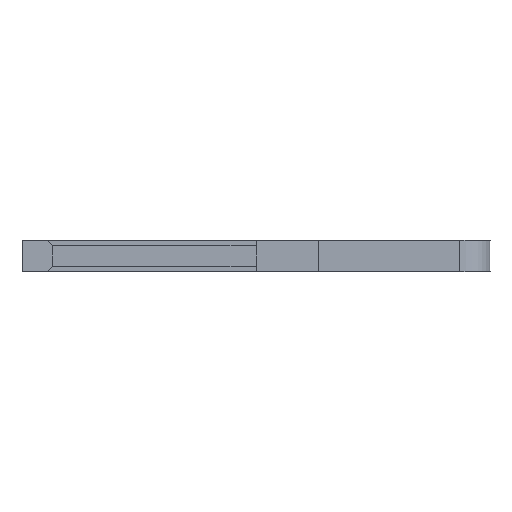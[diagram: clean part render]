
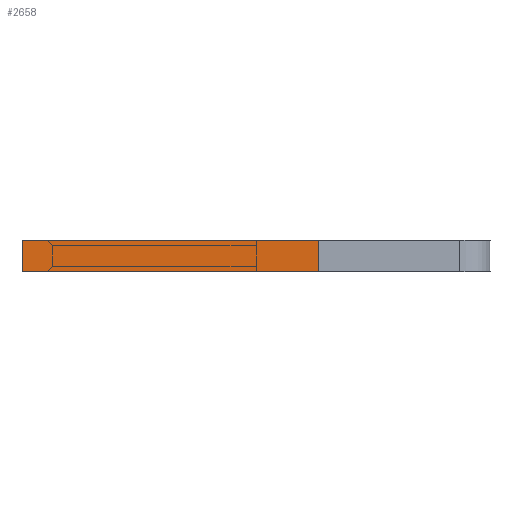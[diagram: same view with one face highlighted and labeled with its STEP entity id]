
A CAD part, left-side view. The second image highlights one B-rep face of the part: STEP entity #2658.
In plain terms, the highlighted face is planar.
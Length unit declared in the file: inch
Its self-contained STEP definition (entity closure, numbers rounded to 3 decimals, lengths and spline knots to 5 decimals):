
#17 = CARTESIAN_POINT ( 'NONE',  ( -0.01, 0.15, -0.04 ) ) ;
#75 = PLANE ( 'NONE',  #975 ) ;
#98 = DIRECTION ( 'NONE',  ( 0., 0., 1. ) ) ;
#377 = CARTESIAN_POINT ( 'NONE',  ( 0.01, 0.15, -0.04 ) ) ;
#558 = CARTESIAN_POINT ( 'NONE',  ( 0.01, -0.04, -0.04 ) ) ;
#587 = FACE_OUTER_BOUND ( 'NONE', #1632, .T. ) ;
#769 = DIRECTION ( 'NONE',  ( 0., 1., 0. ) ) ;
#827 = EDGE_CURVE ( 'NONE', #1280, #1871, #2541, .T. ) ;
#975 = AXIS2_PLACEMENT_3D ( 'NONE', #377, #98, #1390 ) ;
#1008 = VECTOR ( 'NONE', #2892, 39.37008 ) ;
#1280 = VERTEX_POINT ( 'NONE', #2610 ) ;
#1390 = DIRECTION ( 'NONE',  ( 1., 0., 0. ) ) ;
#1422 = LINE ( 'NONE', #558, #2007 ) ;
#1536 = ORIENTED_EDGE ( 'NONE', *, *, #3629, .F. ) ;
#1632 = EDGE_LOOP ( 'NONE', ( #3014, #3119, #1536, #3214 ) ) ;
#1691 = CARTESIAN_POINT ( 'NONE',  ( 0.01, -0.04, -0.04 ) ) ;
#1712 = CARTESIAN_POINT ( 'NONE',  ( -0.01, 0.15, -0.04 ) ) ;
#1871 = VERTEX_POINT ( 'NONE', #17 ) ;
#1904 = LINE ( 'NONE', #1712, #3049 ) ;
#1958 = VERTEX_POINT ( 'NONE', #1691 ) ;
#2007 = VECTOR ( 'NONE', #3196, 39.37008 ) ;
#2228 = VECTOR ( 'NONE', #2457, 39.37008 ) ;
#2457 = DIRECTION ( 'NONE',  ( 0., 1., 0. ) ) ;
#2495 = CARTESIAN_POINT ( 'NONE',  ( 0.01, 0.15, -0.04 ) ) ;
#2541 = LINE ( 'NONE', #3549, #1008 ) ;
#2595 = EDGE_CURVE ( 'NONE', #2813, #1871, #1904, .T. ) ;
#2610 = CARTESIAN_POINT ( 'NONE',  ( 0.01, 0.15, -0.04 ) ) ;
#2658 = ADVANCED_FACE ( 'NONE', ( #587 ), #75, .F. ) ;
#2750 = CARTESIAN_POINT ( 'NONE',  ( -0.01, -0.04, -0.04 ) ) ;
#2813 = VERTEX_POINT ( 'NONE', #2750 ) ;
#2892 = DIRECTION ( 'NONE',  ( -1., 0., 0. ) ) ;
#3014 = ORIENTED_EDGE ( 'NONE', *, *, #2595, .T. ) ;
#3049 = VECTOR ( 'NONE', #769, 39.37008 ) ;
#3119 = ORIENTED_EDGE ( 'NONE', *, *, #827, .F. ) ;
#3196 = DIRECTION ( 'NONE',  ( -1., 0., 0. ) ) ;
#3214 = ORIENTED_EDGE ( 'NONE', *, *, #4022, .T. ) ;
#3549 = CARTESIAN_POINT ( 'NONE',  ( 0.01, 0.15, -0.04 ) ) ;
#3629 = EDGE_CURVE ( 'NONE', #1958, #1280, #4155, .T. ) ;
#4022 = EDGE_CURVE ( 'NONE', #1958, #2813, #1422, .T. ) ;
#4155 = LINE ( 'NONE', #2495, #2228 ) ;
